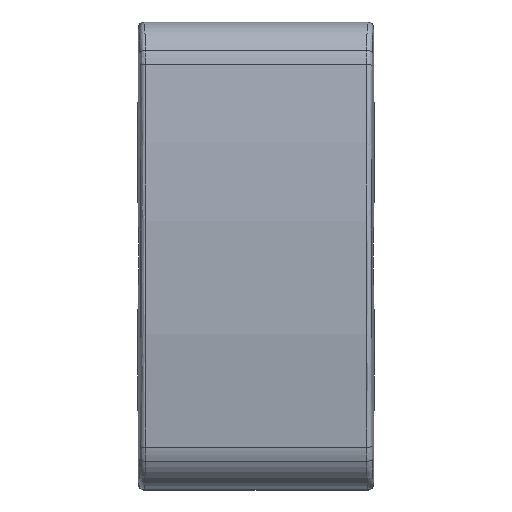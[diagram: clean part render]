
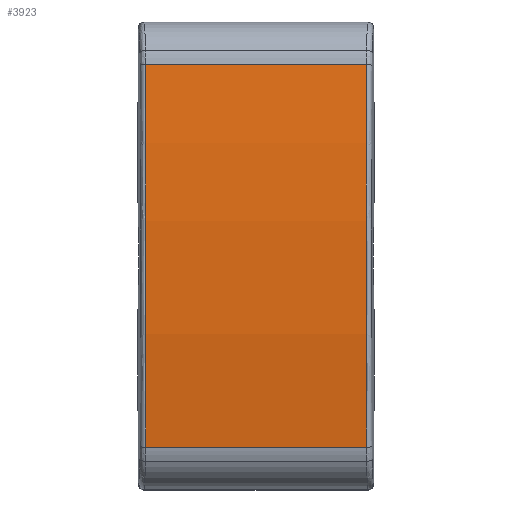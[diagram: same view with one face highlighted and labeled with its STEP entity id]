
A CAD part, top view. The second image highlights one B-rep face of the part: STEP entity #3923.
In plain terms, the highlighted cylindrical face has radius 140 mm (diameter 280 mm), a partial arc.
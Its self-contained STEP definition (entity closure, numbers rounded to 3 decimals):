
#3910=AXIS2_PLACEMENT_3D('Cylinder Axis2P3D',#3907,#3908,#3909) ;
#2787=CARTESIAN_POINT('Vertex',(10.271,-17.774,7.036)) ;
#2848=CARTESIAN_POINT('Vertex',(10.271,17.774,7.036)) ;
#2852=CARTESIAN_POINT('Control Point',(10.271,-17.774,7.036)) ;
#2853=CARTESIAN_POINT('Control Point',(10.24,-10.703,7.941)) ;
#2854=CARTESIAN_POINT('Control Point',(10.224,-3.574,8.396)) ;
#2855=CARTESIAN_POINT('Control Point',(10.224,3.574,8.396)) ;
#2856=CARTESIAN_POINT('Control Point',(10.24,10.703,7.941)) ;
#2857=CARTESIAN_POINT('Control Point',(10.271,17.774,7.036)) ;
#3158=CARTESIAN_POINT('Vertex',(-10.271,-17.774,7.036)) ;
#3219=CARTESIAN_POINT('Vertex',(-10.271,17.774,7.036)) ;
#3223=CARTESIAN_POINT('Control Point',(-10.271,-17.774,7.036)) ;
#3224=CARTESIAN_POINT('Control Point',(-10.24,-10.703,7.941)) ;
#3225=CARTESIAN_POINT('Control Point',(-10.224,-3.574,8.396)) ;
#3226=CARTESIAN_POINT('Control Point',(-10.224,3.574,8.396)) ;
#3227=CARTESIAN_POINT('Control Point',(-10.24,10.703,7.941)) ;
#3228=CARTESIAN_POINT('Control Point',(-10.271,17.774,7.036)) ;
#3895=CARTESIAN_POINT('Line Origine',(0.,-17.774,7.036)) ;
#3907=CARTESIAN_POINT('Axis2P3D Location',(0.,0.,-131.831)) ;
#3912=CARTESIAN_POINT('Line Origine',(0.,17.774,7.036)) ;
#3896=DIRECTION('Vector Direction',(1.,0.,0.)) ;
#3908=DIRECTION('Axis2P3D Direction',(1.,0.,0.)) ;
#3909=DIRECTION('Axis2P3D XDirection',(0.,0.127,0.992)) ;
#3913=DIRECTION('Vector Direction',(1.,0.,0.)) ;
#3897=VECTOR('Line Direction',#3896,1.) ;
#3914=VECTOR('Line Direction',#3913,1.) ;
#3918=ORIENTED_EDGE('',*,*,#3899,.T.) ;
#3919=ORIENTED_EDGE('',*,*,#2858,.T.) ;
#3920=ORIENTED_EDGE('',*,*,#3916,.F.) ;
#3921=ORIENTED_EDGE('',*,*,#3229,.T.) ;
#3923=ADVANCED_FACE('PartBody',(#3922),#3911,.T.) ;
#2851=B_SPLINE_CURVE_WITH_KNOTS('',5,(#2852,#2853,#2854,#2855,#2856,#2857),.UNSPECIFIED.,.F.,.U.,(6,6),(18.331,68.651),.UNSPECIFIED.) ;
#3222=B_SPLINE_CURVE_WITH_KNOTS('',5,(#3223,#3224,#3225,#3226,#3227,#3228),.UNSPECIFIED.,.F.,.U.,(6,6),(18.331,68.651),.UNSPECIFIED.) ;
#3911=CYLINDRICAL_SURFACE('generated cylinder',#3910,140.) ;
#2858=EDGE_CURVE('',#2788,#2849,#2851,.T.) ;
#3229=EDGE_CURVE('',#3220,#3159,#3222,.F.) ;
#3899=EDGE_CURVE('',#3159,#2788,#3898,.T.) ;
#3916=EDGE_CURVE('',#3220,#2849,#3915,.T.) ;
#3917=EDGE_LOOP('',(#3918,#3919,#3920,#3921)) ;
#3922=FACE_OUTER_BOUND('',#3917,.T.) ;
#3898=LINE('Line',#3895,#3897) ;
#3915=LINE('Line',#3912,#3914) ;
#2788=VERTEX_POINT('',#2787) ;
#2849=VERTEX_POINT('',#2848) ;
#3159=VERTEX_POINT('',#3158) ;
#3220=VERTEX_POINT('',#3219) ;
